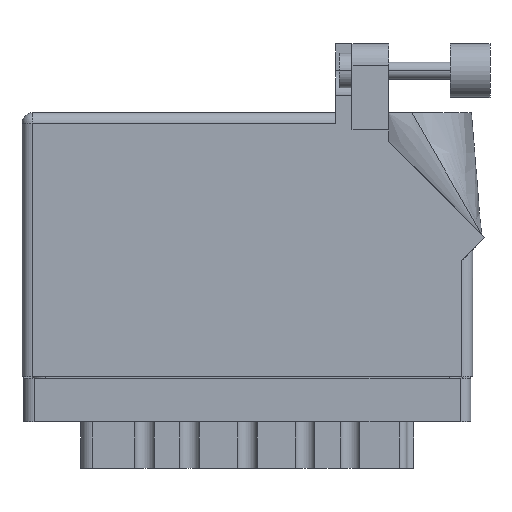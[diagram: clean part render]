
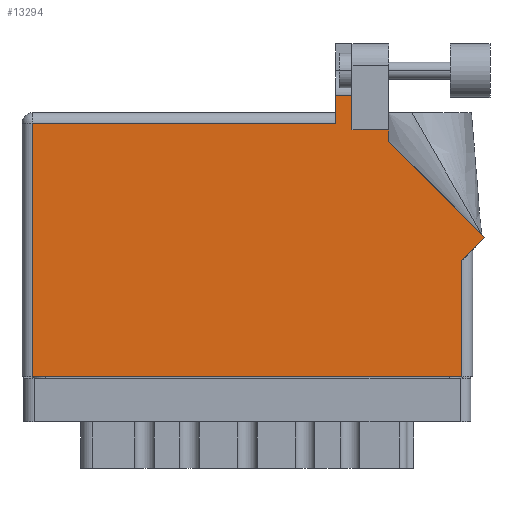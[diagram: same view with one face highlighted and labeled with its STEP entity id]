
A CAD part, front view. The second image highlights one B-rep face of the part: STEP entity #13294.
In plain terms, the highlighted face is planar.
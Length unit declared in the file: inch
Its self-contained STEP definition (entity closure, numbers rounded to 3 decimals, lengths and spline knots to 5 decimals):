
#1926 = LINE ( 'NONE', #46556, #13611 ) ;
#1955 = CARTESIAN_POINT ( 'NONE',  ( 2.612, 0.737, 0. ) ) ;
#2035 = EDGE_CURVE ( 'NONE', #27455, #48602, #41653, .T. ) ;
#2321 = PLANE ( 'NONE',  #30091 ) ;
#2630 = VERTEX_POINT ( 'NONE', #30893 ) ;
#2704 = LINE ( 'NONE', #50171, #7273 ) ;
#3915 = LINE ( 'NONE', #13262, #51466 ) ;
#4086 = VECTOR ( 'NONE', #39147, 39.37008 ) ;
#4393 = VERTEX_POINT ( 'NONE', #48591 ) ;
#5071 = DIRECTION ( 'NONE',  ( 0., -1., 0. ) ) ;
#6141 = CARTESIAN_POINT ( 'NONE',  ( 1.913, 1.43, 0. ) ) ;
#7273 = VECTOR ( 'NONE', #12085, 39.37008 ) ;
#7353 = DIRECTION ( 'NONE',  ( 0., 1., 0. ) ) ;
#7957 = EDGE_CURVE ( 'NONE', #45645, #27455, #3915, .T. ) ;
#8161 = EDGE_CURVE ( 'NONE', #23048, #30505, #16577, .T. ) ;
#9243 = ORIENTED_EDGE ( 'NONE', *, *, #7957, .T. ) ;
#10486 = CARTESIAN_POINT ( 'NONE',  ( 0., 1.53, 0. ) ) ;
#11185 = CARTESIAN_POINT ( 'NONE',  ( 2.126, 1.43, 0. ) ) ;
#11211 = VERTEX_POINT ( 'NONE', #53074 ) ;
#11823 = CARTESIAN_POINT ( 'NONE',  ( 1.819, 1.6315, 0. ) ) ;
#12074 = CARTESIAN_POINT ( 'NONE',  ( 2.126, 1.36442, 0. ) ) ;
#12085 = DIRECTION ( 'NONE',  ( -1., 0., 0. ) ) ;
#12220 = ORIENTED_EDGE ( 'NONE', *, *, #53784, .T. ) ;
#12633 = ORIENTED_EDGE ( 'NONE', *, *, #39823, .T. ) ;
#12761 = DIRECTION ( 'NONE',  ( -1., 0., 0. ) ) ;
#13262 = CARTESIAN_POINT ( 'NONE',  ( 0.062, 0., 0. ) ) ;
#13294 = ADVANCED_FACE ( 'NONE', ( #31430 ), #2321, .F. ) ;
#13611 = VECTOR ( 'NONE', #21603, 39.37008 ) ;
#16091 = ORIENTED_EDGE ( 'NONE', *, *, #31857, .T. ) ;
#16577 = LINE ( 'NONE', #6141, #48383 ) ;
#16773 = VECTOR ( 'NONE', #44561, 39.37008 ) ;
#17688 = EDGE_CURVE ( 'NONE', #4393, #11211, #27483, .T. ) ;
#17702 = VECTOR ( 'NONE', #48032, 39.37008 ) ;
#18111 = LINE ( 'NONE', #21167, #22681 ) ;
#18195 = CARTESIAN_POINT ( 'NONE',  ( 0., 0., 0. ) ) ;
#21167 = CARTESIAN_POINT ( 'NONE',  ( 0., 1.468, 0. ) ) ;
#21603 = DIRECTION ( 'NONE',  ( 0., 1., 0. ) ) ;
#22681 = VECTOR ( 'NONE', #12761, 39.37008 ) ;
#23029 = CARTESIAN_POINT ( 'NONE',  ( 2.126, 1.43, 0. ) ) ;
#23048 = VERTEX_POINT ( 'NONE', #39057 ) ;
#23732 = VECTOR ( 'NONE', #42487, 39.37008 ) ;
#25457 = ORIENTED_EDGE ( 'NONE', *, *, #51812, .T. ) ;
#25768 = CARTESIAN_POINT ( 'NONE',  ( 0.062, 0., 0. ) ) ;
#27003 = LINE ( 'NONE', #12074, #36777 ) ;
#27297 = DIRECTION ( 'NONE',  ( 0., 0., -1. ) ) ;
#27455 = VERTEX_POINT ( 'NONE', #25768 ) ;
#27483 = LINE ( 'NONE', #1955, #17702 ) ;
#29812 = ORIENTED_EDGE ( 'NONE', *, *, #2035, .T. ) ;
#30091 = AXIS2_PLACEMENT_3D ( 'NONE', #10486, #27297, #35668 ) ;
#30332 = ORIENTED_EDGE ( 'NONE', *, *, #31056, .T. ) ;
#30505 = VERTEX_POINT ( 'NONE', #42515 ) ;
#30893 = CARTESIAN_POINT ( 'NONE',  ( 1.819, 1.468, 0. ) ) ;
#30939 = DIRECTION ( 'NONE',  ( 0., 1., 0. ) ) ;
#31056 = EDGE_CURVE ( 'NONE', #11211, #39391, #45928, .T. ) ;
#31430 = FACE_OUTER_BOUND ( 'NONE', #38876, .T. ) ;
#31491 = LINE ( 'NONE', #39323, #4086 ) ;
#31857 = EDGE_CURVE ( 'NONE', #46791, #2630, #31491, .T. ) ;
#33326 = ORIENTED_EDGE ( 'NONE', *, *, #49533, .T. ) ;
#34118 = VERTEX_POINT ( 'NONE', #23029 ) ;
#34493 = VECTOR ( 'NONE', #35515, 39.37008 ) ;
#35515 = DIRECTION ( 'NONE',  ( 1., 0., 0. ) ) ;
#35668 = DIRECTION ( 'NONE',  ( -1., 0., 0. ) ) ;
#36777 = VECTOR ( 'NONE', #7353, 39.37008 ) ;
#38548 = CARTESIAN_POINT ( 'NONE',  ( 2.126, 1.36442, 0. ) ) ;
#38876 = EDGE_LOOP ( 'NONE', ( #52208, #12220, #16091, #12633, #9243, #29812, #41050, #40341, #30332, #25457, #33326 ) ) ;
#39057 = CARTESIAN_POINT ( 'NONE',  ( 1.913, 1.43, 0. ) ) ;
#39147 = DIRECTION ( 'NONE',  ( 0., -1., 0. ) ) ;
#39323 = CARTESIAN_POINT ( 'NONE',  ( 1.819, 1.53, 0. ) ) ;
#39391 = VERTEX_POINT ( 'NONE', #38548 ) ;
#39823 = EDGE_CURVE ( 'NONE', #2630, #45645, #18111, .T. ) ;
#40341 = ORIENTED_EDGE ( 'NONE', *, *, #17688, .T. ) ;
#41050 = ORIENTED_EDGE ( 'NONE', *, *, #47677, .T. ) ;
#41653 = LINE ( 'NONE', #18195, #34493 ) ;
#42033 = CARTESIAN_POINT ( 'NONE',  ( 0.062, 1.468, 0. ) ) ;
#42487 = DIRECTION ( 'NONE',  ( -0.707, 0.707, 0. ) ) ;
#42515 = CARTESIAN_POINT ( 'NONE',  ( 1.913, 1.6315, 0. ) ) ;
#44561 = DIRECTION ( 'NONE',  ( -1., 0., 0. ) ) ;
#45645 = VERTEX_POINT ( 'NONE', #42033 ) ;
#45928 = LINE ( 'NONE', #47023, #23732 ) ;
#46556 = CARTESIAN_POINT ( 'NONE',  ( 2.55, 0.737, 0. ) ) ;
#46791 = VERTEX_POINT ( 'NONE', #11823 ) ;
#47023 = CARTESIAN_POINT ( 'NONE',  ( 2.68271, 0.80771, 0. ) ) ;
#47108 = CARTESIAN_POINT ( 'NONE',  ( 2.55, 0., 0. ) ) ;
#47677 = EDGE_CURVE ( 'NONE', #48602, #4393, #1926, .T. ) ;
#48032 = DIRECTION ( 'NONE',  ( 0.707, 0.707, 0. ) ) ;
#48383 = VECTOR ( 'NONE', #30939, 39.37008 ) ;
#48591 = CARTESIAN_POINT ( 'NONE',  ( 2.55, 0.675, 0. ) ) ;
#48602 = VERTEX_POINT ( 'NONE', #47108 ) ;
#49533 = EDGE_CURVE ( 'NONE', #34118, #23048, #53376, .T. ) ;
#50171 = CARTESIAN_POINT ( 'NONE',  ( 2.24377, 1.6315, 0. ) ) ;
#51466 = VECTOR ( 'NONE', #5071, 39.37008 ) ;
#51812 = EDGE_CURVE ( 'NONE', #39391, #34118, #27003, .T. ) ;
#52208 = ORIENTED_EDGE ( 'NONE', *, *, #8161, .T. ) ;
#53074 = CARTESIAN_POINT ( 'NONE',  ( 2.68271, 0.80771, 0. ) ) ;
#53376 = LINE ( 'NONE', #11185, #16773 ) ;
#53784 = EDGE_CURVE ( 'NONE', #30505, #46791, #2704, .T. ) ;
